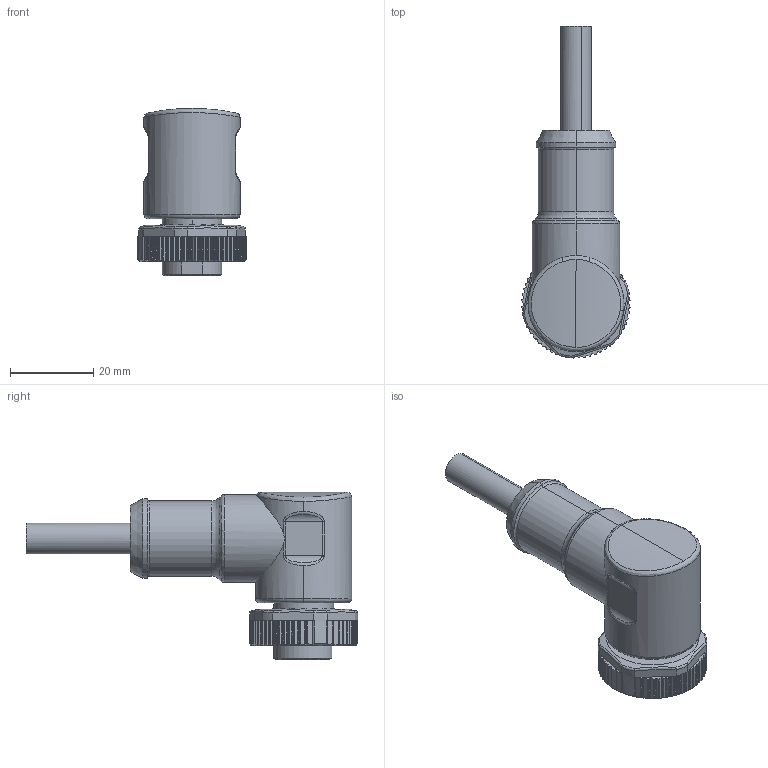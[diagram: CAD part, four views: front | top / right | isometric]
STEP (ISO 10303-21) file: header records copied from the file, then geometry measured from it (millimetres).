
FILE_DESCRIPTION(('CATIA V5 STEP Exchange','CAx-IF Rec.Pracs.--- Model Styling and Organization---1.5--- 2016-08-15','CAx-IF Rec.Pracs.---Supplemental Geometry---1.0---2011-11-01','CAx-IF Rec.Pracs.--- Composite Materials ---1.1---2010-07-15'),'2;1');
FILE_NAME ('344015-2_0', '2025-07-08T08:35:32+00:00', ('none'), ('Weidmueller'), 'CATIA Version 5-6 Release 2022 SP4 HF5', 'CATIA V5 STEP AP214 v3', 'none');
FILE_SCHEMA(('AUTOMOTIVE_DESIGN { 1 0 10303 214 1 1 1 1 }'));
Length unit declared in the file: millimetre
Products named in the file (1): 1292110000
Bounding box: 25.95 x 79.49 x 40.06 mm (x, y, z)
Volume: 24617.6 mm3; surface area: 8013.7 mm2
Topology: 1 solids, 1 shells, 698 faces, 1972 edges, 1293 vertices
Faces by surface type: cylinder 360, plane 264, torus 34, cone 24, bspline 16
Entity records: 24424 total; most frequent: CARTESIAN_POINT 8594, ORIENTED_EDGE 3944, DIRECTION 2179, EDGE_CURVE 1972, VERTEX_POINT 1293, VECTOR 890, LINE 890, AXIS2_PLACEMENT_3D 887
